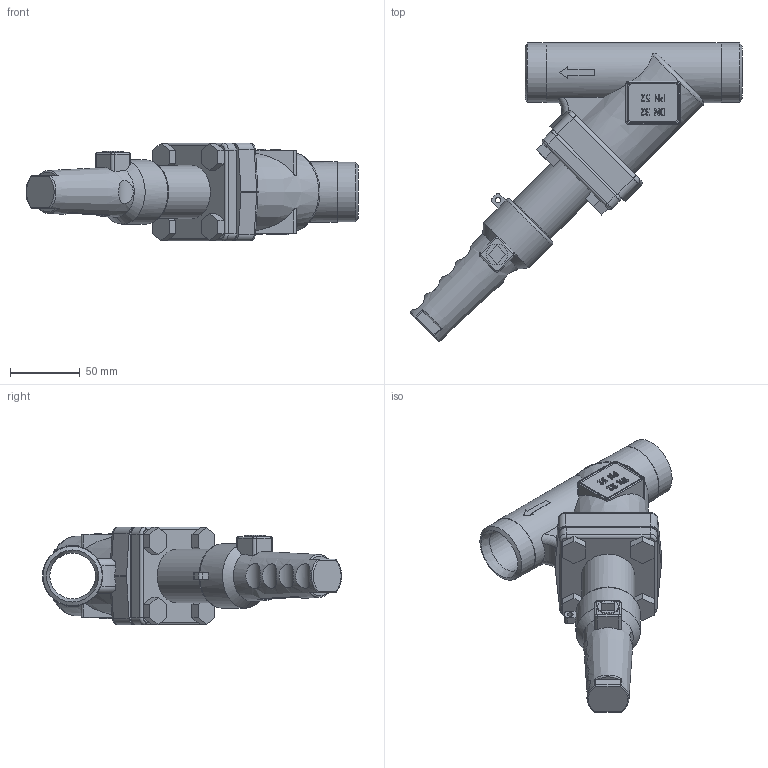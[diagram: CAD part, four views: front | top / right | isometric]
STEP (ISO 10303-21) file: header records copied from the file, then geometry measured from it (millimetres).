
FILE_DESCRIPTION(('TFLEX Exchange Step'),'2;1');
FILE_NAME('148B1032R.stp', '2024-09-02T15:44:35+03:00',('RUCO2978'),('Unknown organisation'),'TFLEX Exchange 2022.1','T-FLEX CAD','Unknown authorisation');
FILE_SCHEMA( ('AP242_MANAGED_MODEL_BASED_3D_ENGINEERING_MIM_LF {1 0 10303 442 1 1 4 }') );
Length unit declared in the file: millimetre
Products named in the file (1): Nodes
Bounding box: 237.36 x 213.74 x 70 mm (x, y, z)
Volume: 445388.8 mm3; surface area: 119393.6 mm2
Topology: 12 solids, 13 shells, 676 faces, 1766 edges, 1155 vertices
Faces by surface type: plane 320, bspline 173, cylinder 112, torus 50, cone 17, sphere 4
Full cylindrical faces by diameter (mm): 4 x1, 9 x8, 10 x4, 15 x1, 32.6 x1, 36 x1, 38 x1, 38.544 x1, 42.4 x2, 42.6 x1, 43 x1, 46 x1
Entity records: 24950 total; most frequent: CARTESIAN_POINT 8956, ORIENTED_EDGE 3524, DIRECTION 2731, EDGE_CURVE 1762, VERTEX_POINT 1155, VECTOR 987, LINE 987, AXIS2_PLACEMENT_3D 872
